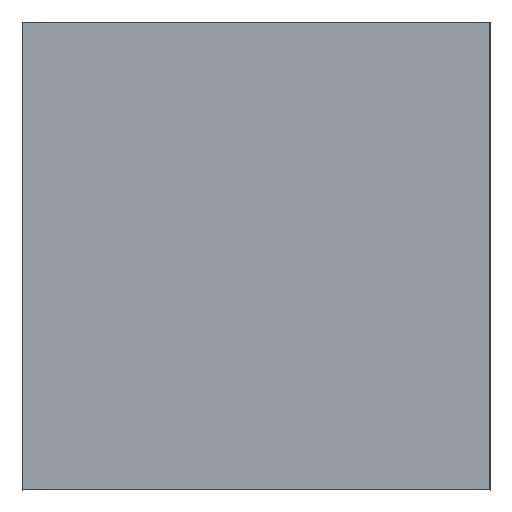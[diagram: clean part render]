
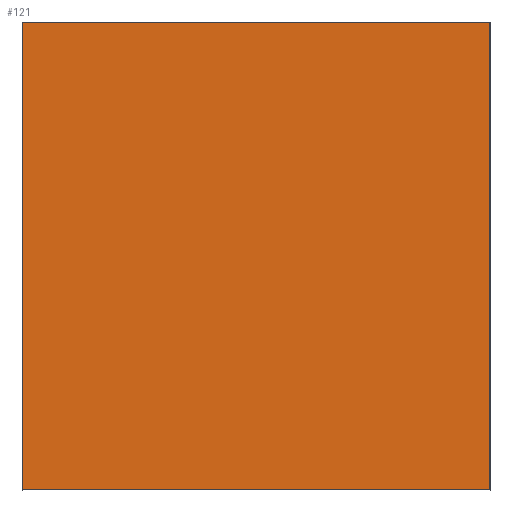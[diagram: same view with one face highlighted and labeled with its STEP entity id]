
A CAD part, left-side view. The second image highlights one B-rep face of the part: STEP entity #121.
In plain terms, the highlighted planar face has unit normal (-1, 0, 0).
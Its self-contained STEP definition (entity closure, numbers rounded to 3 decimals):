
#21 = CARTESIAN_POINT ( 'NONE',  ( -0.6, 0., 0.4 ) ) ;
#22 = ORIENTED_EDGE ( 'NONE', *, *, #213, .T. ) ;
#24 = CARTESIAN_POINT ( 'NONE',  ( -0.6, 0.8, 0.4 ) ) ;
#57 = DIRECTION ( 'NONE',  ( 0., -1., 0. ) ) ;
#108 = VECTOR ( 'NONE', #57, 1000. ) ;
#121 = ADVANCED_FACE ( 'NONE', ( #781 ), #154, .F. ) ;
#130 = CARTESIAN_POINT ( 'NONE',  ( -0.6, 0.8, -0.4 ) ) ;
#148 = EDGE_CURVE ( 'NONE', #287, #598, #169, .T. ) ;
#151 = EDGE_CURVE ( 'NONE', #625, #377, #161, .T. ) ;
#154 = PLANE ( 'NONE',  #460 ) ;
#161 = LINE ( 'NONE', #412, #108 ) ;
#169 = LINE ( 'NONE', #796, #402 ) ;
#213 = EDGE_CURVE ( 'NONE', #598, #377, #600, .T. ) ;
#225 = DIRECTION ( 'NONE',  ( 0., 0., -1. ) ) ;
#229 = DIRECTION ( 'NONE',  ( 1., 0., 0. ) ) ;
#234 = ORIENTED_EDGE ( 'NONE', *, *, #148, .T. ) ;
#287 = VERTEX_POINT ( 'NONE', #740 ) ;
#299 = CARTESIAN_POINT ( 'NONE',  ( -0.6, 0., -0.4 ) ) ;
#358 = EDGE_LOOP ( 'NONE', ( #22, #651, #789, #234 ) ) ;
#377 = VERTEX_POINT ( 'NONE', #21 ) ;
#402 = VECTOR ( 'NONE', #469, 1000. ) ;
#412 = CARTESIAN_POINT ( 'NONE',  ( -0.6, 0.8, 0.4 ) ) ;
#422 = VECTOR ( 'NONE', #459, 1000. ) ;
#459 = DIRECTION ( 'NONE',  ( 0., 0., 1. ) ) ;
#460 = AXIS2_PLACEMENT_3D ( 'NONE', #786, #229, #225 ) ;
#469 = DIRECTION ( 'NONE',  ( 0., -1., 0. ) ) ;
#563 = DIRECTION ( 'NONE',  ( 0., 0., 1. ) ) ;
#598 = VERTEX_POINT ( 'NONE', #642 ) ;
#600 = LINE ( 'NONE', #299, #422 ) ;
#625 = VERTEX_POINT ( 'NONE', #24 ) ;
#640 = EDGE_CURVE ( 'NONE', #287, #625, #748, .T. ) ;
#642 = CARTESIAN_POINT ( 'NONE',  ( -0.6, 0., -0.4 ) ) ;
#651 = ORIENTED_EDGE ( 'NONE', *, *, #151, .F. ) ;
#740 = CARTESIAN_POINT ( 'NONE',  ( -0.6, 0.8, -0.4 ) ) ;
#748 = LINE ( 'NONE', #130, #774 ) ;
#774 = VECTOR ( 'NONE', #563, 1000. ) ;
#781 = FACE_OUTER_BOUND ( 'NONE', #358, .T. ) ;
#786 = CARTESIAN_POINT ( 'NONE',  ( -0.6, 0.8, -0.4 ) ) ;
#789 = ORIENTED_EDGE ( 'NONE', *, *, #640, .F. ) ;
#796 = CARTESIAN_POINT ( 'NONE',  ( -0.6, 0.8, -0.4 ) ) ;
